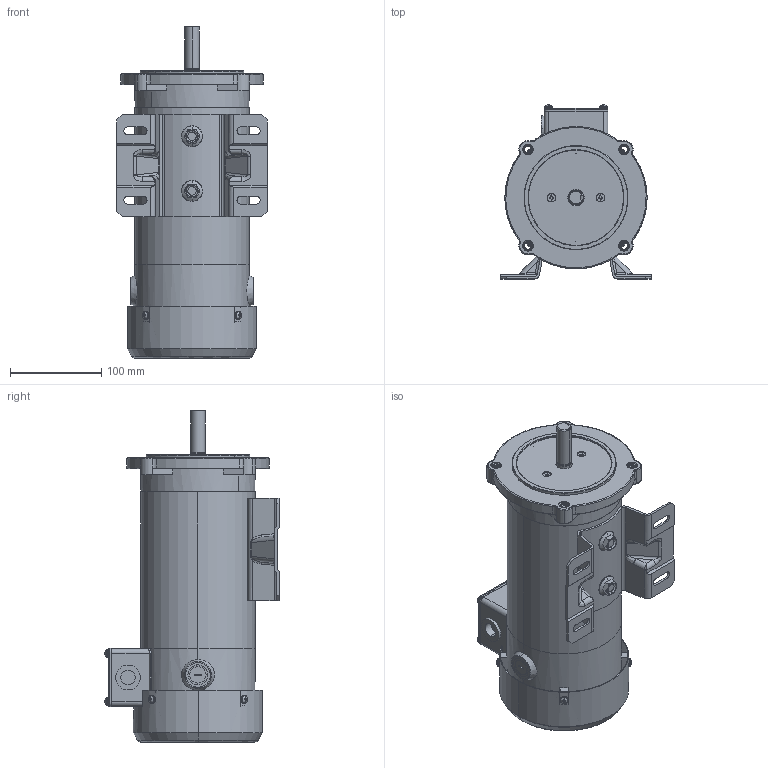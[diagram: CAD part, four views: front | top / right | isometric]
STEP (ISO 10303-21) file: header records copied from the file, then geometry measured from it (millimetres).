
FILE_DESCRIPTION (( 'STEP AP214' ), '1' );
FILE_NAME ('WPMDC1-18-90-180-56CB b.STEP', '2019-03-25T21:38:38', ( '' ), ( '' ), 'SwSTEP 2.0', 'SolidWorks 2017', '' );
FILE_SCHEMA (( 'AUTOMOTIVE_DESIGN' ));
Length unit declared in the file: inch
Products named in the file (1): WPMDC1-18-90-180-56CB b
Bounding box: 165 x 191.03 x 364.2 mm (x, y, z)
Volume: 1208740.7 mm3; surface area: 535149.9 mm2
Topology: 33 solids, 33 shells, 1839 faces, 4765 edges, 3030 vertices
Faces by surface type: cylinder 873, plane 567, bspline 301, cone 98
Entity records: 111829 total; most frequent: CARTESIAN_POINT 45110, ORIENTED_EDGE 9462, DIRECTION 8207, EDGE_CURVE 4731, AXIS2_PLACEMENT_3D 3114, VERTEX_POINT 3030, EDGE_LOOP 2079, VECTOR 1979
